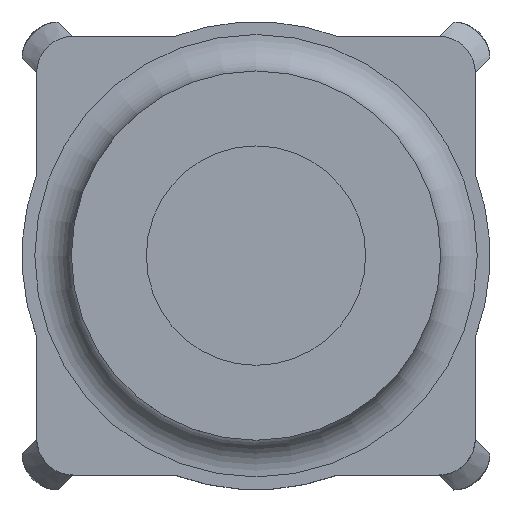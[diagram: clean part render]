
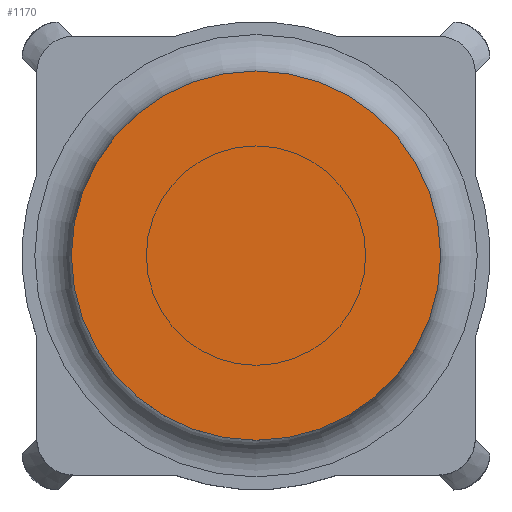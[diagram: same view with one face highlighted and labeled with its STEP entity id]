
A CAD part, top view. The second image highlights one B-rep face of the part: STEP entity #1170.
In plain terms, the highlighted planar face has unit normal (0, 0, 1).
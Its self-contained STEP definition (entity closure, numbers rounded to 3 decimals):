
#280=ORIENTED_EDGE('',*,*,#634,.F.);
#634=EDGE_CURVE('',#811,#811,#924,.T.);
#811=VERTEX_POINT('',#1725);
#924=CIRCLE('',#1257,2.525);
#973=EDGE_LOOP('',(#280));
#1051=FACE_BOUND('',#973,.T.);
#1129=PLANE('',#1256);
#1170=ADVANCED_FACE('',(#1051),#1129,.F.);
#1256=AXIS2_PLACEMENT_3D('',#1723,#1381,#1382);
#1257=AXIS2_PLACEMENT_3D('',#1724,#1383,#1384);
#1381=DIRECTION('',(0.,0.,-1.));
#1382=DIRECTION('',(-1.,0.,0.));
#1383=DIRECTION('',(0.,0.,-1.));
#1384=DIRECTION('',(0.,1.,0.));
#1723=CARTESIAN_POINT('',(0.,0.,1.9));
#1724=CARTESIAN_POINT('',(0.,0.,1.9));
#1725=CARTESIAN_POINT('',(0.,2.525,1.9));
